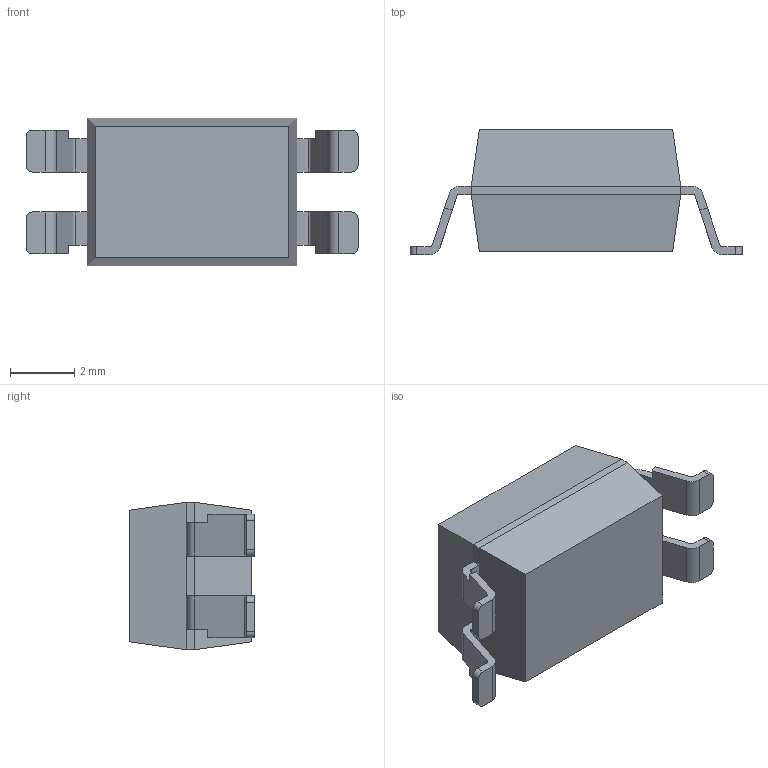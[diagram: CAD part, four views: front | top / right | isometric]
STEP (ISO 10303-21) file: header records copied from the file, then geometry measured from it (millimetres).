
FILE_DESCRIPTION (( 'STEP AP214' ), '1' );
FILE_NAME ('EL817S1(A)(TU)-V.STEP', '2024-10-23T13:10:48', ( '' ), ( '' ), 'SwSTEP 2.0', 'SolidWorks 2021', '' );
FILE_SCHEMA (( 'AUTOMOTIVE_DESIGN' ));
Length unit declared in the file: millimetre
Products named in the file (1): EL817S1(A)(TU)-V
Bounding box: 10.3 x 3.9 x 4.58 mm (x, y, z)
Volume: 107.4 mm3; surface area: 170.9 mm2
Topology: 6 solids, 6 shells, 93 faces, 232 edges, 152 vertices
Faces by surface type: plane 65, cylinder 28
Entity records: 2837 total; most frequent: CARTESIAN_POINT 478, DIRECTION 476, ORIENTED_EDGE 464, EDGE_CURVE 232, LINE 176, VECTOR 176, VERTEX_POINT 152, AXIS2_PLACEMENT_3D 150
